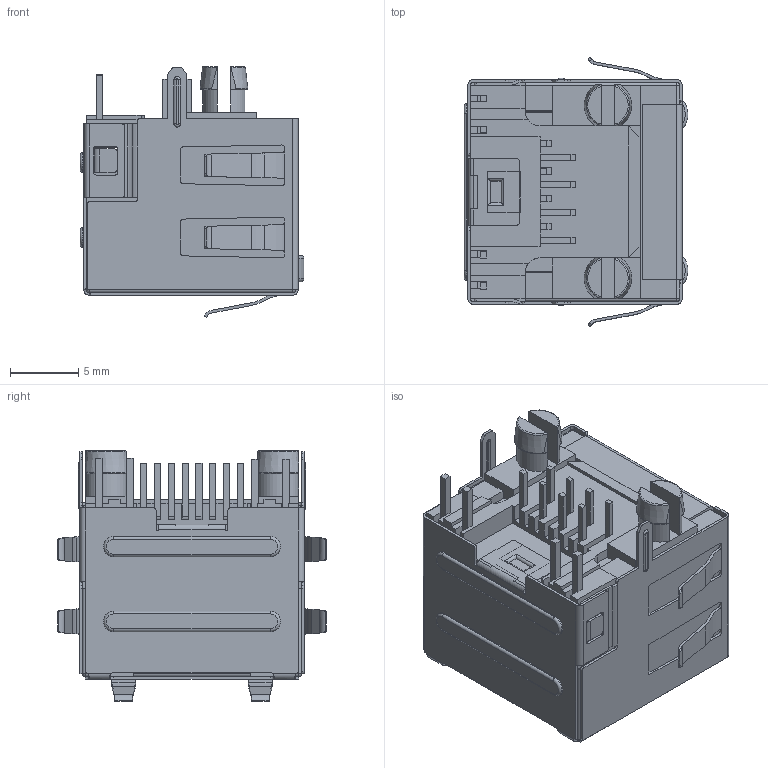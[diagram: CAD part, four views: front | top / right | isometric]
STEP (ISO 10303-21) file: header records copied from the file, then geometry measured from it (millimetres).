
FILE_DESCRIPTION(/* description */ ('Unknown'),/* implementation_level */ '2;1');
FILE_NAME(/* name */ '615008141321',/* time_stamp */ '2022-08-01T11:47:51+02:00',/* author */ ('Unknown'),/* organization */ ('Unknown'),/* preprocessor_version */ 'ST-DEVELOPER v16.7',/* originating_system */ 'Solid Edge',/* authorisation */ 'Unknown');
FILE_SCHEMA (('AUTOMOTIVE_DESIGN {1 0 10303 214 3 1 1}'));
Length unit declared in the file: millimetre
Products named in the file (8): 6150081xxx21; 615008xxx421_Shielding; 615008xxx421_Pin_short; 615008xxx421_Housing; 615008xxx421_LED_green; 615008xxx421_Housing2; 615008xxx421_Housing3; 615008xxx421_Pin_long
Assembly tree (14 placements, depth 2):
  6150081xxx21
    615008xxx421_Shielding
    615008xxx421_Pin_short  x4
    615008xxx421_Housing
    615008xxx421_LED_green  x2
    615008xxx421_Housing2
    615008xxx421_Housing3
    615008xxx421_Pin_long  x4
Bounding box: 16.45 x 19.75 x 18.44 mm (x, y, z)
Volume: 1846.2 mm3; surface area: 5604.5 mm2
Topology: 14 solids, 14 shells, 1199 faces, 3319 edges, 2136 vertices
Faces by surface type: plane 756, cylinder 393, torus 28, sphere 14, bspline 4, cone 4
Entity records: 34195 total; most frequent: CARTESIAN_POINT 6163, ORIENTED_EDGE 5814, DIRECTION 5629, EDGE_CURVE 2907, LINE 2137, VECTOR 2137, VERTEX_POINT 1872, AXIS2_PLACEMENT_3D 1746
